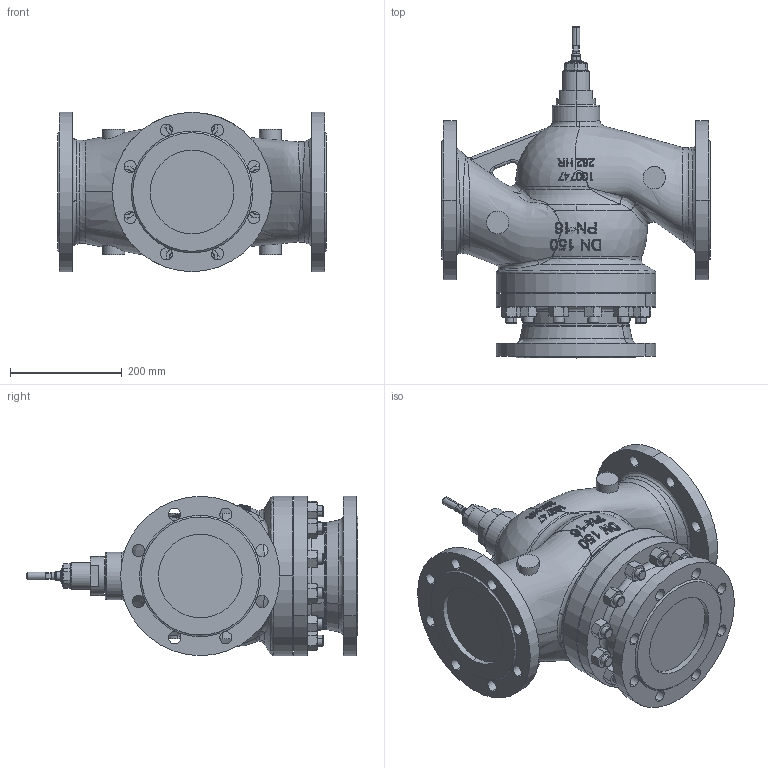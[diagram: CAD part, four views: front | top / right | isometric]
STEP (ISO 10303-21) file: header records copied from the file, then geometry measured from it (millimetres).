
FILE_DESCRIPTION (( 'STEP AP214' ), '1' );
FILE_NAME ('BR316 DN150 XXX for MC_STEP (Defeature).STEP', '2015-02-10T07:29:51', ( 'cwilling' ), ( '' ), 'SwSTEP 2.0', 'SolidWorks 2011', '' );
FILE_SCHEMA (( 'AUTOMOTIVE_DESIGN' ));
Length unit declared in the file: millimetre
Products named in the file (1): BR316 DN150 XXX for MC_STEP (Defeature)
Bounding box: 481.44 x 595.28 x 285.86 mm (x, y, z)
Volume: 26799916.8 mm3; surface area: 962830.9 mm2
Topology: 1 solids, 1 shells, 1149 faces, 3096 edges, 1995 vertices
Faces by surface type: bspline 320, plane 285, cone 176, cylinder 173, torus 164, sphere 31
Entity records: 217458 total; most frequent: CARTESIAN_POINT 187070, ORIENTED_EDGE 6130, DIRECTION 4343, EDGE_CURVE 3065, VERTEX_POINT 1978, AXIS2_PLACEMENT_3D 1893, B_SPLINE_CURVE_WITH_KNOTS 1441, EDGE_LOOP 1279
